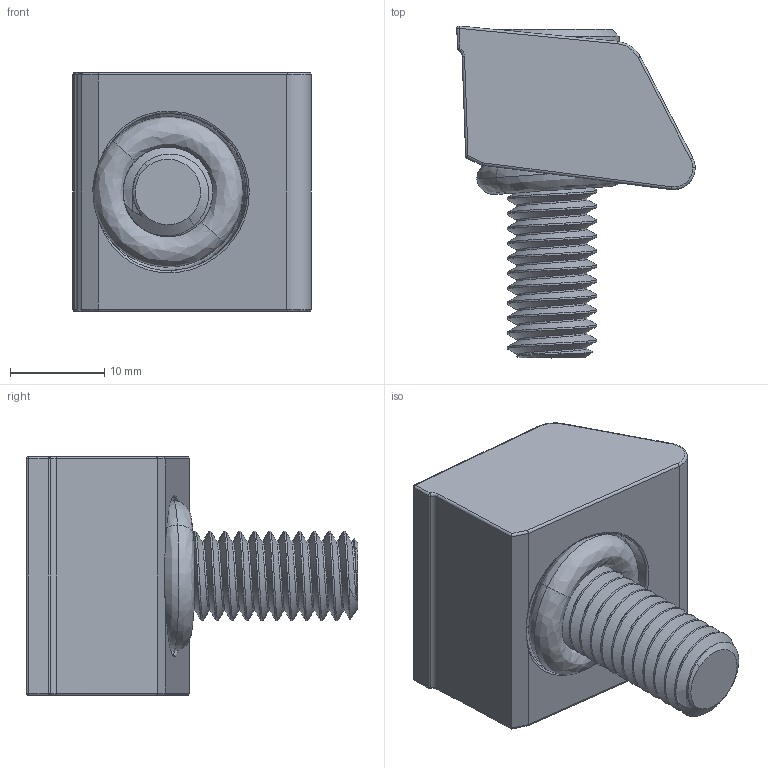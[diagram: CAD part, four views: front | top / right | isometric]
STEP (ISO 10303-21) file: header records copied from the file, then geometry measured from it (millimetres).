
FILE_DESCRIPTION (( 'STEP AP203' ), '1' );
FILE_NAME ('05-0430.STEP', '2023-06-05T16:52:52', ( '' ), ( '' ), 'SwSTEP 2.0', 'SolidWorks 2022', '' );
FILE_SCHEMA (( 'CONFIG_CONTROL_DESIGN' ));
Length unit declared in the file: inch
Products named in the file (4): 05-0430; M1025MM SHCS_M1025MM SHCS; 204 O-RING_204 O-RING; 260751_260751
Assembly tree (3 placements, depth 2):
  05-0430
    260751_260751
    204 O-RING_204 O-RING
    M1025MM SHCS_M1025MM SHCS
Bounding box: 25.35 x 35.27 x 25.4 mm (x, y, z)
Volume: 8048.2 mm3; surface area: 5388.4 mm2
Topology: 3 solids, 3 shells, 175 faces, 443 edges, 270 vertices
Faces by surface type: cylinder 94, bspline 43, plane 23, cone 15
Entity records: 9547 total; most frequent: CARTESIAN_POINT 5599, ORIENTED_EDGE 880, DIRECTION 609, EDGE_CURVE 440, VERTEX_POINT 270, AXIS2_PLACEMENT_3D 235, EDGE_LOOP 178, FACE_OUTER_BOUND 175
